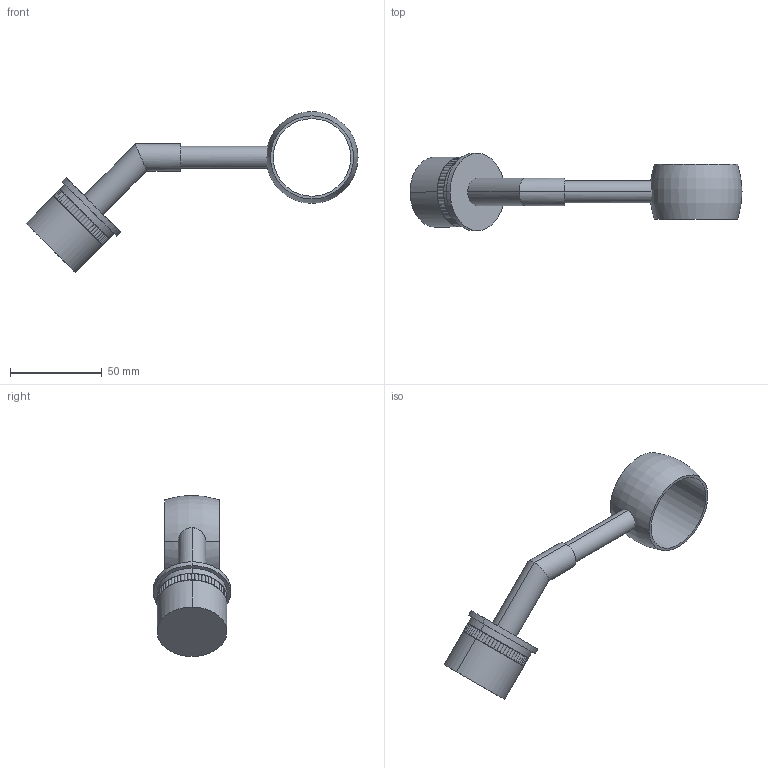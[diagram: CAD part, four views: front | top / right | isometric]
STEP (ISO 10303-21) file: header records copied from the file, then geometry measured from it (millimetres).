
FILE_DESCRIPTION (( 'STEP AP203' ), '1' );
FILE_NAME ('GC_2074_42.4_188702620.STEP', '2024-10-15T10:33:50', ( '' ), ( '' ), 'SwSTEP 2.0', 'SolidWorks 2024', '' );
FILE_SCHEMA (( 'CONFIG_CONTROL_DESIGN' ));
Length unit declared in the file: millimetre
Products named in the file (1): GC_2074_42.4_188702620
Bounding box: 181.4 x 42.2 x 87.97 mm (x, y, z)
Volume: 67611 mm3; surface area: 21376.2 mm2
Topology: 4 solids, 4 shells, 357 faces, 788 edges, 443 vertices
Faces by surface type: plane 264, cylinder 87, cone 4, torus 2
Entity records: 10194 total; most frequent: DIRECTION 2131, CARTESIAN_POINT 1813, ORIENTED_EDGE 1572, AXIS2_PLACEMENT_3D 1001, EDGE_CURVE 786, CIRCLE 643, VERTEX_POINT 443, EDGE_LOOP 367
